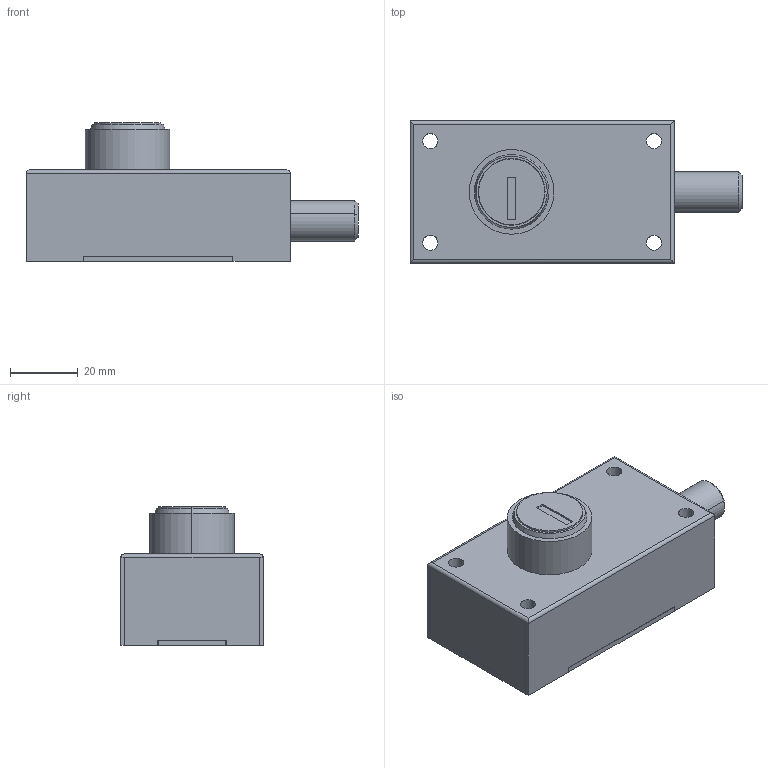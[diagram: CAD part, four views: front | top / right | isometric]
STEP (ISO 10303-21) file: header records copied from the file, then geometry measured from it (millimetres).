
FILE_DESCRIPTION (( 'STEP AP203' ), '1' );
FILE_NAME ('C-1117-2A.STEP', '2009-06-25T08:16:19', ( ' ' ), ( ' ' ), 'SwSTEP 2.0', 'SolidWorks 2007', '' );
FILE_SCHEMA (( 'CONFIG_CONTROL_DESIGN' ));
Length unit declared in the file: millimetre
Products named in the file (4): C-1117-2A杮懱__棉太倌; C-1117-2A僨僢僪僺儞__棉太倌; C-1117-2A; C-1117-2A僔儕儞僟乕__棉太倌
Assembly tree (3 placements, depth 2):
  C-1117-2A
    C-1117-2A僔儕儞僟乕__棉太倌
    C-1117-2A杮懱__棉太倌
    C-1117-2A僨僢僪僺儞__棉太倌
Bounding box: 98 x 42 x 41 mm (x, y, z)
Volume: 93747.6 mm3; surface area: 18928.7 mm2
Topology: 3 solids, 3 shells, 97 faces, 244 edges, 158 vertices
Faces by surface type: plane 71, cylinder 22, cone 4
Entity records: 3298 total; most frequent: CARTESIAN_POINT 517, ORIENTED_EDGE 488, DIRECTION 488, EDGE_CURVE 244, VECTOR 198, LINE 198, VERTEX_POINT 158, AXIS2_PLACEMENT_3D 145
